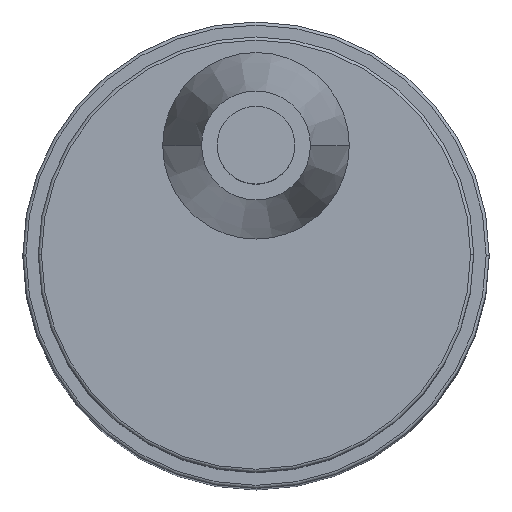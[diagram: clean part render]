
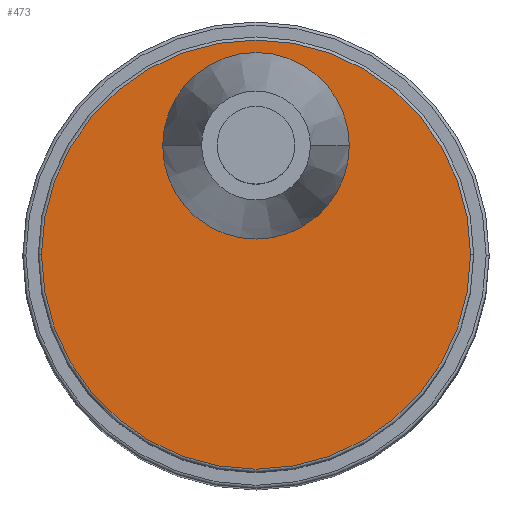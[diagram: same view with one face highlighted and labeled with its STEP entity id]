
A CAD part, top view. The second image highlights one B-rep face of the part: STEP entity #473.
In plain terms, the highlighted planar face has unit normal (0, 0, 1).
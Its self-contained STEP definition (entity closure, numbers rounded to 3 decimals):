
#141=CARTESIAN_POINT('',(0.,7.,80.));
#142=DIRECTION('',(0.,0.,-1.));
#143=DIRECTION('',(-1.,0.,0.));
#144=AXIS2_PLACEMENT_3D('',#141,#142,#143);
#146=CARTESIAN_POINT('',(0.,7.,80.));
#147=DIRECTION('',(0.,0.,-1.));
#148=DIRECTION('',(1.,0.,0.));
#149=AXIS2_PLACEMENT_3D('',#146,#147,#148);
#151=CARTESIAN_POINT('',(0.,0.,80.));
#152=DIRECTION('',(0.,0.,1.));
#153=DIRECTION('',(-1.,0.,0.));
#154=AXIS2_PLACEMENT_3D('',#151,#152,#153);
#156=CARTESIAN_POINT('',(0.,0.,80.));
#157=DIRECTION('',(0.,0.,1.));
#158=DIRECTION('',(1.,0.,0.));
#159=AXIS2_PLACEMENT_3D('',#156,#157,#158);
#248=CARTESIAN_POINT('',(-6.,7.,80.));
#249=CARTESIAN_POINT('',(6.,7.,80.));
#250=VERTEX_POINT('',#248);
#251=VERTEX_POINT('',#249);
#260=CARTESIAN_POINT('',(-13.8,0.,80.));
#261=CARTESIAN_POINT('',(13.8,0.,80.));
#262=VERTEX_POINT('',#260);
#263=VERTEX_POINT('',#261);
#457=CARTESIAN_POINT('',(0.,0.,80.));
#458=DIRECTION('',(0.,0.,1.));
#459=DIRECTION('',(1.,0.,0.));
#460=AXIS2_PLACEMENT_3D('',#457,#458,#459);
#461=PLANE('',#460);
#463=ORIENTED_EDGE('',*,*,#462,.F.);
#464=ORIENTED_EDGE('',*,*,#440,.F.);
#465=EDGE_LOOP('',(#463,#464));
#466=FACE_OUTER_BOUND('',#465,.F.);
#468=ORIENTED_EDGE('',*,*,#467,.F.);
#470=ORIENTED_EDGE('',*,*,#469,.F.);
#471=EDGE_LOOP('',(#468,#470));
#472=FACE_BOUND('',#471,.F.);
#473=ADVANCED_FACE('',(#466,#472),#461,.T.);
#145=CIRCLE('',#144,6.);
#150=CIRCLE('',#149,6.);
#155=CIRCLE('',#154,13.8);
#160=CIRCLE('',#159,13.8);
#440=EDGE_CURVE('',#263,#262,#160,.T.);
#462=EDGE_CURVE('',#262,#263,#155,.T.);
#467=EDGE_CURVE('',#250,#251,#145,.T.);
#469=EDGE_CURVE('',#251,#250,#150,.T.);
